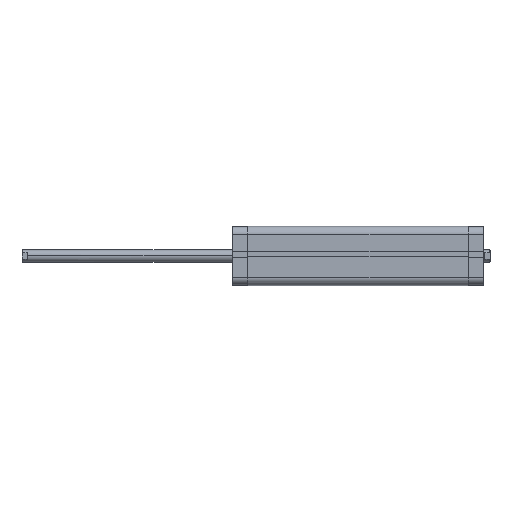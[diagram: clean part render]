
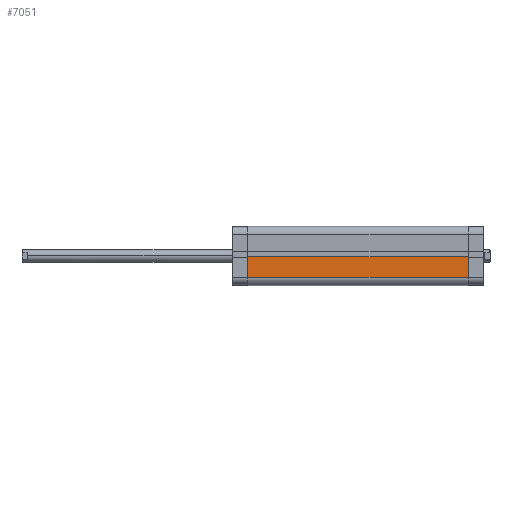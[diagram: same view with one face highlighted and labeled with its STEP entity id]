
A CAD part, top view. The second image highlights one B-rep face of the part: STEP entity #7051.
In plain terms, the highlighted face is planar.
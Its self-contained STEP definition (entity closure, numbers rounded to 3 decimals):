
#82 = VERTEX_POINT ( 'NONE', #5784 ) ;
#83 = VERTEX_POINT ( 'NONE', #5785 ) ;
#84 = VERTEX_POINT ( 'NONE', #5786 ) ;
#85 = VERTEX_POINT ( 'NONE', #5787 ) ;
#711 = EDGE_CURVE ( 'NONE', #84, #82, #3221, .T. ) ;
#712 = EDGE_CURVE ( 'NONE', #85, #84, #3223, .T. ) ;
#715 = EDGE_CURVE ( 'NONE', #83, #82, #3229, .T. ) ;
#719 = EDGE_CURVE ( 'NONE', #85, #83, #3233, .T. ) ;
#1383 = EDGE_LOOP ( 'NONE', ( #2454, #2453, #2452, #2451 ) ) ;
#1988 = AXIS2_PLACEMENT_3D ( 'NONE', #4747, #4750, #4751 ) ;
#2451 = ORIENTED_EDGE ( 'NONE', *, *, #715, .T. ) ;
#2452 = ORIENTED_EDGE ( 'NONE', *, *, #719, .T. ) ;
#2453 = ORIENTED_EDGE ( 'NONE', *, *, #712, .F. ) ;
#2454 = ORIENTED_EDGE ( 'NONE', *, *, #711, .F. ) ;
#3221 = LINE ( 'NONE', #6845, #3222 ) ;
#3222 = VECTOR ( 'NONE', #6846, 1000. ) ;
#3223 = LINE ( 'NONE', #6847, #3224 ) ;
#3224 = VECTOR ( 'NONE', #6848, 1000. ) ;
#3229 = LINE ( 'NONE', #6854, #3230 ) ;
#3230 = VECTOR ( 'NONE', #6855, 1000. ) ;
#3233 = LINE ( 'NONE', #6853, #3237 ) ;
#3237 = VECTOR ( 'NONE', #6864, 1000. ) ;
#4747 = CARTESIAN_POINT ( 'NONE',  ( 29., -63.941, 216.5 ) ) ;
#4748 = PLANE ( 'NONE',  #1988 ) ;
#4750 = DIRECTION ( 'NONE',  ( 1., 0., 0. ) ) ;
#4751 = DIRECTION ( 'NONE',  ( 0., 1., 0. ) ) ;
#5408 = FACE_OUTER_BOUND ( 'NONE', #1383, .T. ) ;
#5784 = CARTESIAN_POINT ( 'NONE',  ( 29., 0.85, 0. ) ) ;
#5785 = CARTESIAN_POINT ( 'NONE',  ( 29., 0.85, 216.5 ) ) ;
#5786 = CARTESIAN_POINT ( 'NONE',  ( 29., 21., 0. ) ) ;
#5787 = CARTESIAN_POINT ( 'NONE',  ( 29., 21., 216.5 ) ) ;
#6845 = CARTESIAN_POINT ( 'NONE',  ( 29., -63.941, 0. ) ) ;
#6846 = DIRECTION ( 'NONE',  ( 0., -1., 0. ) ) ;
#6847 = CARTESIAN_POINT ( 'NONE',  ( 29., 21., 216.5 ) ) ;
#6848 = DIRECTION ( 'NONE',  ( 0., 0., -1. ) ) ;
#6853 = CARTESIAN_POINT ( 'NONE',  ( 29., -63.941, 216.5 ) ) ;
#6854 = CARTESIAN_POINT ( 'NONE',  ( 29., 0.85, 216.5 ) ) ;
#6855 = DIRECTION ( 'NONE',  ( 0., 0., -1. ) ) ;
#6864 = DIRECTION ( 'NONE',  ( 0., -1., 0. ) ) ;
#7051 = ADVANCED_FACE ( 'NONE', ( #5408 ), #4748, .T. ) ;
